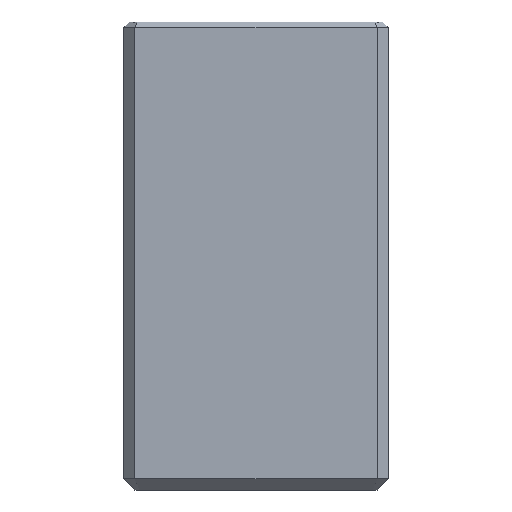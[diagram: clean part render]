
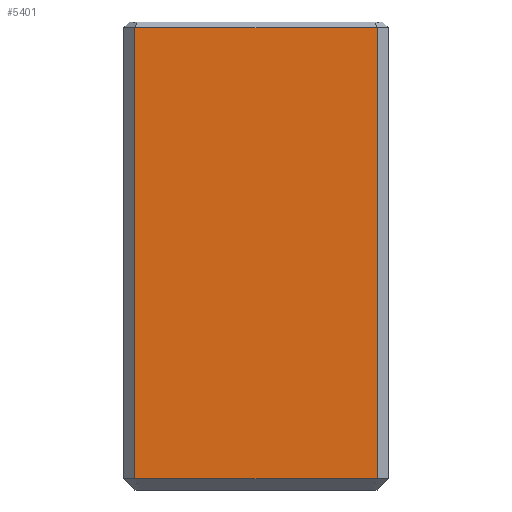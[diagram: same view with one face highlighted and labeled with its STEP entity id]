
A CAD part, front view. The second image highlights one B-rep face of the part: STEP entity #5401.
In plain terms, the highlighted planar face has unit normal (0, -1, 0).
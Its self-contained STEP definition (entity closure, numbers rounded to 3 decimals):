
#418 = LINE ( 'NONE', #7433, #2245 ) ;
#517 = EDGE_CURVE ( 'NONE', #4700, #2950, #4805, .T. ) ;
#691 = DIRECTION ( 'NONE',  ( 1., 0., 0. ) ) ;
#703 = LINE ( 'NONE', #815, #3657 ) ;
#810 = VERTEX_POINT ( 'NONE', #3009 ) ;
#815 = CARTESIAN_POINT ( 'NONE',  ( 11.5, 0., 21.25 ) ) ;
#1083 = AXIS2_PLACEMENT_3D ( 'NONE', #2628, #5473, #4323 ) ;
#1746 = VERTEX_POINT ( 'NONE', #6037 ) ;
#1934 = DIRECTION ( 'NONE',  ( 0., 0., -1. ) ) ;
#1999 = VECTOR ( 'NONE', #1934, 1000. ) ;
#2006 = CARTESIAN_POINT ( 'NONE',  ( 0.5, 0., 21. ) ) ;
#2245 = VECTOR ( 'NONE', #691, 1000. ) ;
#2628 = CARTESIAN_POINT ( 'NONE',  ( 0., 0., 21.25 ) ) ;
#2629 = EDGE_LOOP ( 'NONE', ( #4738, #6964, #4324, #3043 ) ) ;
#2950 = VERTEX_POINT ( 'NONE', #4178 ) ;
#3009 = CARTESIAN_POINT ( 'NONE',  ( 11.5, 0., 21. ) ) ;
#3043 = ORIENTED_EDGE ( 'NONE', *, *, #3787, .T. ) ;
#3657 = VECTOR ( 'NONE', #5992, 1000. ) ;
#3787 = EDGE_CURVE ( 'NONE', #2950, #1746, #418, .T. ) ;
#3864 = DIRECTION ( 'NONE',  ( -1., 0., 0. ) ) ;
#4045 = EDGE_CURVE ( 'NONE', #810, #4700, #5157, .T. ) ;
#4178 = CARTESIAN_POINT ( 'NONE',  ( 0.5, 0., 0.5 ) ) ;
#4323 = DIRECTION ( 'NONE',  ( 0., 0., 1. ) ) ;
#4324 = ORIENTED_EDGE ( 'NONE', *, *, #517, .T. ) ;
#4360 = FACE_OUTER_BOUND ( 'NONE', #2629, .T. ) ;
#4474 = CARTESIAN_POINT ( 'NONE',  ( 0.5, 0., 21. ) ) ;
#4563 = VECTOR ( 'NONE', #3864, 1000. ) ;
#4700 = VERTEX_POINT ( 'NONE', #2006 ) ;
#4738 = ORIENTED_EDGE ( 'NONE', *, *, #7100, .T. ) ;
#4805 = LINE ( 'NONE', #6670, #1999 ) ;
#5157 = LINE ( 'NONE', #4474, #4563 ) ;
#5401 = ADVANCED_FACE ( 'NONE', ( #4360 ), #6748, .F. ) ;
#5473 = DIRECTION ( 'NONE',  ( 0., 1., 0. ) ) ;
#5992 = DIRECTION ( 'NONE',  ( 0., 0., 1. ) ) ;
#6037 = CARTESIAN_POINT ( 'NONE',  ( 11.5, 0., 0.5 ) ) ;
#6670 = CARTESIAN_POINT ( 'NONE',  ( 0.5, 0., 21.25 ) ) ;
#6748 = PLANE ( 'NONE',  #1083 ) ;
#6964 = ORIENTED_EDGE ( 'NONE', *, *, #4045, .T. ) ;
#7100 = EDGE_CURVE ( 'NONE', #1746, #810, #703, .T. ) ;
#7433 = CARTESIAN_POINT ( 'NONE',  ( 0., 0., 0.5 ) ) ;
